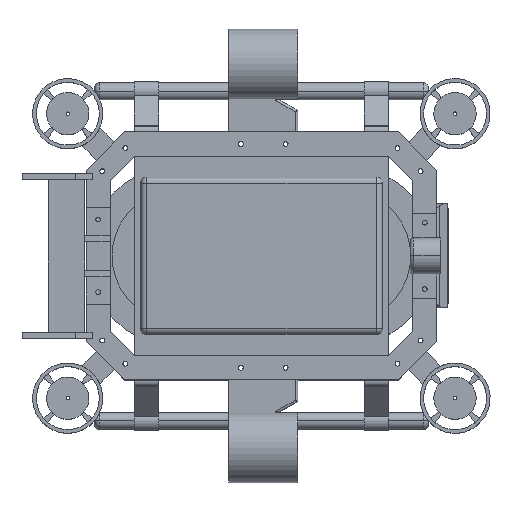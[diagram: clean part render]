
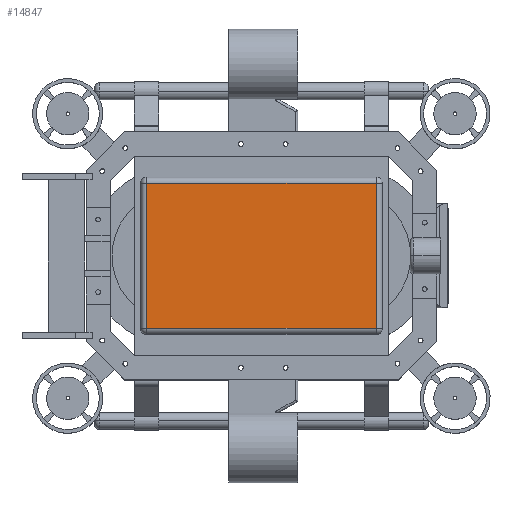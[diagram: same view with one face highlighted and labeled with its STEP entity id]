
A CAD part, top view. The second image highlights one B-rep face of the part: STEP entity #14847.
In plain terms, the highlighted planar face has unit normal (0, 0, 1).
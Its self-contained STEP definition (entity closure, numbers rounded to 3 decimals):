
#60 = ORIENTED_EDGE ( 'NONE', *, *, #2141, .T. ) ;
#940 = VERTEX_POINT ( 'NONE', #15619 ) ;
#1271 = CARTESIAN_POINT ( 'NONE',  ( 126.434, -79.678, 132. ) ) ;
#1609 = DIRECTION ( 'NONE',  ( 0., -1., 0. ) ) ;
#1719 = CARTESIAN_POINT ( 'NONE',  ( 0., 0., 132. ) ) ;
#1791 = LINE ( 'NONE', #12565, #12520 ) ;
#1797 = CARTESIAN_POINT ( 'NONE',  ( -63.566, -79.678, 132. ) ) ;
#1918 = VECTOR ( 'NONE', #17359, 1000. ) ;
#2141 = EDGE_CURVE ( 'NONE', #5820, #9226, #11229, .T. ) ;
#3148 = VERTEX_POINT ( 'NONE', #1271 ) ;
#3831 = DIRECTION ( 'NONE',  ( 0., 1., 0. ) ) ;
#4768 = CARTESIAN_POINT ( 'NONE',  ( 0., 40.322, 132. ) ) ;
#5248 = ORIENTED_EDGE ( 'NONE', *, *, #10691, .T. ) ;
#5272 = CARTESIAN_POINT ( 'NONE',  ( 126.434, 0., 132. ) ) ;
#5820 = VERTEX_POINT ( 'NONE', #14685 ) ;
#5886 = DIRECTION ( 'NONE',  ( 1., 0., 0. ) ) ;
#6882 = VECTOR ( 'NONE', #1609, 1000. ) ;
#7061 = CARTESIAN_POINT ( 'NONE',  ( -63.566, -84.678, 132. ) ) ;
#7229 = ORIENTED_EDGE ( 'NONE', *, *, #15111, .T. ) ;
#9226 = VERTEX_POINT ( 'NONE', #1797 ) ;
#9270 = LINE ( 'NONE', #5272, #14660 ) ;
#9881 = FACE_OUTER_BOUND ( 'NONE', #9993, .T. ) ;
#9993 = EDGE_LOOP ( 'NONE', ( #7229, #16058, #5248, #60 ) ) ;
#10691 = EDGE_CURVE ( 'NONE', #940, #5820, #17175, .T. ) ;
#11229 = LINE ( 'NONE', #7061, #6882 ) ;
#11634 = AXIS2_PLACEMENT_3D ( 'NONE', #1719, #13035, #5886 ) ;
#11768 = EDGE_CURVE ( 'NONE', #3148, #940, #9270, .T. ) ;
#12520 = VECTOR ( 'NONE', #12661, 1000. ) ;
#12565 = CARTESIAN_POINT ( 'NONE',  ( 0., -79.678, 132. ) ) ;
#12661 = DIRECTION ( 'NONE',  ( 1., 0., 0. ) ) ;
#12679 = PLANE ( 'NONE',  #11634 ) ;
#13035 = DIRECTION ( 'NONE',  ( 0., 0., 1. ) ) ;
#14660 = VECTOR ( 'NONE', #3831, 1000. ) ;
#14685 = CARTESIAN_POINT ( 'NONE',  ( -63.566, 40.322, 132. ) ) ;
#14847 = ADVANCED_FACE ( 'NONE', ( #9881 ), #12679, .T. ) ;
#15111 = EDGE_CURVE ( 'NONE', #9226, #3148, #1791, .T. ) ;
#15619 = CARTESIAN_POINT ( 'NONE',  ( 126.434, 40.322, 132. ) ) ;
#16058 = ORIENTED_EDGE ( 'NONE', *, *, #11768, .T. ) ;
#17175 = LINE ( 'NONE', #4768, #1918 ) ;
#17359 = DIRECTION ( 'NONE',  ( -1., 0., 0. ) ) ;
